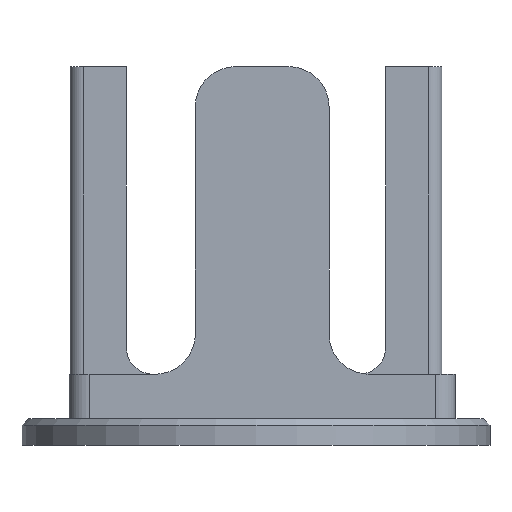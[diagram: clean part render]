
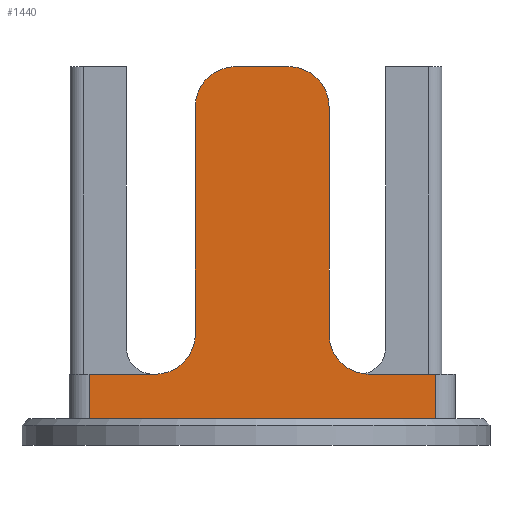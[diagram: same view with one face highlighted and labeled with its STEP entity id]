
A CAD part, front view. The second image highlights one B-rep face of the part: STEP entity #1440.
In plain terms, the highlighted planar face has unit normal (0, -1, 0).
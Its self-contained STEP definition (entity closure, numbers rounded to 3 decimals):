
#26=PLANE('',#1537);
#75=FACE_OUTER_BOUND('',#152,.T.);
#152=EDGE_LOOP('',(#994,#995,#996,#997,#998,#999,#1000,#1001,#1002,#1003,
#1004,#1005));
#232=LINE('',#2100,#392);
#238=LINE('',#2118,#398);
#239=LINE('',#2121,#399);
#246=LINE('',#2139,#406);
#247=LINE('',#2143,#407);
#248=LINE('',#2147,#408);
#249=LINE('',#2151,#409);
#250=LINE('',#2153,#410);
#392=VECTOR('',#1668,10.);
#398=VECTOR('',#1684,10.);
#399=VECTOR('',#1687,10.);
#406=VECTOR('',#1700,10.);
#407=VECTOR('',#1703,10.);
#408=VECTOR('',#1706,10.);
#409=VECTOR('',#1709,10.);
#410=VECTOR('',#1712,10.);
#558=CIRCLE('',#1538,3.);
#559=CIRCLE('',#1539,3.);
#560=CIRCLE('',#1540,3.);
#561=CIRCLE('',#1541,3.);
#611=VERTEX_POINT('',#2097);
#612=VERTEX_POINT('',#2099);
#616=VERTEX_POINT('',#2111);
#619=VERTEX_POINT('',#2116);
#620=VERTEX_POINT('',#2120);
#628=VERTEX_POINT('',#2138);
#629=VERTEX_POINT('',#2140);
#630=VERTEX_POINT('',#2142);
#631=VERTEX_POINT('',#2144);
#632=VERTEX_POINT('',#2146);
#633=VERTEX_POINT('',#2148);
#634=VERTEX_POINT('',#2150);
#755=EDGE_CURVE('',#611,#612,#232,.T.);
#764=EDGE_CURVE('',#619,#616,#238,.T.);
#765=EDGE_CURVE('',#616,#620,#239,.T.);
#774=EDGE_CURVE('',#628,#611,#246,.T.);
#775=EDGE_CURVE('',#629,#628,#558,.F.);
#776=EDGE_CURVE('',#629,#630,#247,.T.);
#777=EDGE_CURVE('',#631,#630,#559,.F.);
#778=EDGE_CURVE('',#632,#631,#248,.F.);
#779=EDGE_CURVE('',#633,#632,#560,.F.);
#780=EDGE_CURVE('',#634,#633,#249,.F.);
#781=EDGE_CURVE('',#620,#634,#561,.F.);
#782=EDGE_CURVE('',#612,#619,#250,.T.);
#994=ORIENTED_EDGE('',*,*,#755,.F.);
#995=ORIENTED_EDGE('',*,*,#774,.F.);
#996=ORIENTED_EDGE('',*,*,#775,.F.);
#997=ORIENTED_EDGE('',*,*,#776,.T.);
#998=ORIENTED_EDGE('',*,*,#777,.F.);
#999=ORIENTED_EDGE('',*,*,#778,.F.);
#1000=ORIENTED_EDGE('',*,*,#779,.F.);
#1001=ORIENTED_EDGE('',*,*,#780,.F.);
#1002=ORIENTED_EDGE('',*,*,#781,.F.);
#1003=ORIENTED_EDGE('',*,*,#765,.F.);
#1004=ORIENTED_EDGE('',*,*,#764,.F.);
#1005=ORIENTED_EDGE('',*,*,#782,.F.);
#1440=ADVANCED_FACE('',(#75),#26,.T.);
#1537=AXIS2_PLACEMENT_3D('',#2137,#1698,#1699);
#1538=AXIS2_PLACEMENT_3D('',#2141,#1701,#1702);
#1539=AXIS2_PLACEMENT_3D('',#2145,#1704,#1705);
#1540=AXIS2_PLACEMENT_3D('',#2149,#1707,#1708);
#1541=AXIS2_PLACEMENT_3D('',#2152,#1710,#1711);
#1668=DIRECTION('',(0.,0.,-1.));
#1684=DIRECTION('',(0.,0.,1.));
#1687=DIRECTION('',(1.,0.,0.));
#1698=DIRECTION('center_axis',(0.,-1.,0.));
#1699=DIRECTION('ref_axis',(1.,0.,0.));
#1700=DIRECTION('',(1.,0.,0.));
#1701=DIRECTION('center_axis',(0.,1.,0.));
#1702=DIRECTION('ref_axis',(-0.707,0.,-0.707));
#1703=DIRECTION('',(0.,0.,1.));
#1704=DIRECTION('center_axis',(0.,-1.,0.));
#1705=DIRECTION('ref_axis',(0.707,0.,0.707));
#1706=DIRECTION('',(-1.,0.,0.));
#1707=DIRECTION('center_axis',(0.,-1.,0.));
#1708=DIRECTION('ref_axis',(-0.707,0.,0.707));
#1709=DIRECTION('',(0.,0.,-1.));
#1710=DIRECTION('center_axis',(0.,1.,0.));
#1711=DIRECTION('ref_axis',(0.707,0.,-0.707));
#1712=DIRECTION('',(-1.,0.,0.));
#2097=CARTESIAN_POINT('',(13.415,-11.8,3.32));
#2099=CARTESIAN_POINT('',(13.415,-11.8,0.));
#2100=CARTESIAN_POINT('',(13.415,-11.8,0.));
#2111=CARTESIAN_POINT('',(-12.485,-11.8,3.32));
#2116=CARTESIAN_POINT('',(-12.485,-11.8,0.));
#2118=CARTESIAN_POINT('',(-12.485,-11.8,0.));
#2120=CARTESIAN_POINT('',(-7.535,-11.8,3.32));
#2121=CARTESIAN_POINT('',(-6.76,-11.8,3.32));
#2137=CARTESIAN_POINT('Origin',(-13.985,-11.8,0.));
#2138=CARTESIAN_POINT('',(8.465,-11.8,3.32));
#2139=CARTESIAN_POINT('',(-6.76,-11.8,3.32));
#2140=CARTESIAN_POINT('',(5.465,-11.8,6.32));
#2141=CARTESIAN_POINT('Origin',(8.465,-11.8,6.32));
#2142=CARTESIAN_POINT('',(5.465,-11.8,23.32));
#2143=CARTESIAN_POINT('',(5.465,-11.8,1.66));
#2144=CARTESIAN_POINT('',(2.465,-11.8,26.32));
#2145=CARTESIAN_POINT('Origin',(2.465,-11.8,23.32));
#2146=CARTESIAN_POINT('',(-1.535,-11.8,26.32));
#2147=CARTESIAN_POINT('',(-6.76,-11.8,26.32));
#2148=CARTESIAN_POINT('',(-4.535,-11.8,23.32));
#2149=CARTESIAN_POINT('Origin',(-1.535,-11.8,23.32));
#2150=CARTESIAN_POINT('',(-4.535,-11.8,6.32));
#2151=CARTESIAN_POINT('',(-4.535,-11.8,1.66));
#2152=CARTESIAN_POINT('Origin',(-7.535,-11.8,6.32));
#2153=CARTESIAN_POINT('',(-6.992,-11.8,0.));
